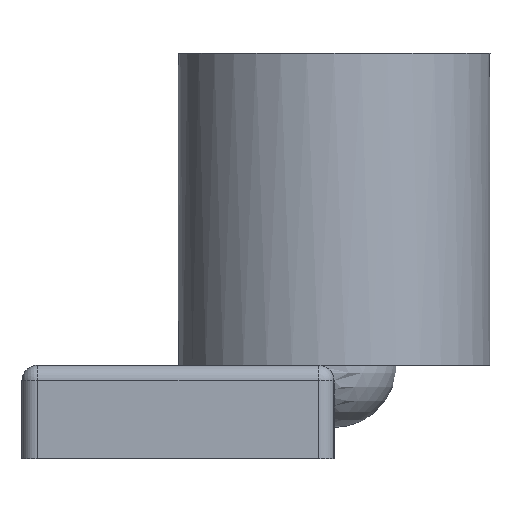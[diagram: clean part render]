
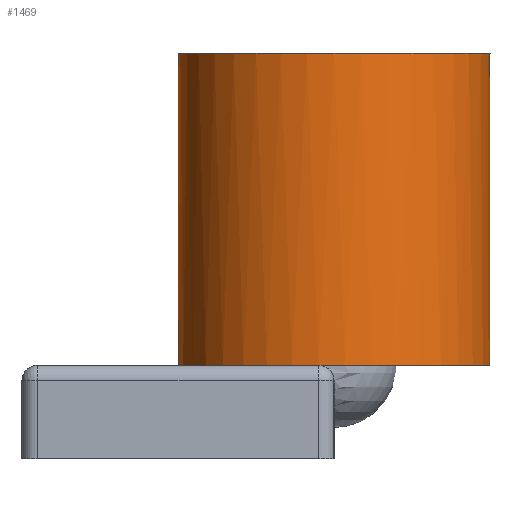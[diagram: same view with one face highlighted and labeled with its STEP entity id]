
A CAD part, left-side view. The second image highlights one B-rep face of the part: STEP entity #1469.
In plain terms, the highlighted cylindrical face has radius 50 mm (diameter 100 mm), a full revolution.
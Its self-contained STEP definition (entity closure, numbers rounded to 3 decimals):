
#485 = PLANE('',#486);
#486 = AXIS2_PLACEMENT_3D('',#487,#488,#489);
#487 = CARTESIAN_POINT('',(-250.,-50.,15.));
#488 = DIRECTION('',(0.,0.,1.));
#489 = DIRECTION('',(1.,0.,0.));
#995 = VERTEX_POINT('',#996);
#996 = CARTESIAN_POINT('',(100.251,-45.,15.));
#1017 = EDGE_CURVE('',#1018,#995,#1020,.T.);
#1018 = VERTEX_POINT('',#1019);
#1019 = CARTESIAN_POINT('',(199.749,-45.,15.));
#1020 = SURFACE_CURVE('',#1021,(#1026,#1033),.PCURVE_S1.);
#1021 = CIRCLE('',#1022,50.);
#1022 = AXIS2_PLACEMENT_3D('',#1023,#1024,#1025);
#1023 = CARTESIAN_POINT('',(150.,-50.,15.));
#1024 = DIRECTION('',(0.,0.,1.));
#1025 = DIRECTION('',(1.,0.,0.));
#1026 = PCURVE('',#485,#1027);
#1027 = DEFINITIONAL_REPRESENTATION('',(#1028),#1032);
#1028 = CIRCLE('',#1029,50.);
#1029 = AXIS2_PLACEMENT_2D('',#1030,#1031);
#1030 = CARTESIAN_POINT('',(400.,0.));
#1031 = DIRECTION('',(1.,0.));
#1032 = ( GEOMETRIC_REPRESENTATION_CONTEXT(2) 
PARAMETRIC_REPRESENTATION_CONTEXT() REPRESENTATION_CONTEXT('2D SPACE',''
  ) );
#1033 = PCURVE('',#1034,#1039);
#1034 = CYLINDRICAL_SURFACE('',#1035,50.);
#1035 = AXIS2_PLACEMENT_3D('',#1036,#1037,#1038);
#1036 = CARTESIAN_POINT('',(150.,-50.,15.));
#1037 = DIRECTION('',(-0.,-0.,-1.));
#1038 = DIRECTION('',(1.,0.,0.));
#1039 = DEFINITIONAL_REPRESENTATION('',(#1040),#1044);
#1040 = LINE('',#1041,#1042);
#1041 = CARTESIAN_POINT('',(-0.,0.));
#1042 = VECTOR('',#1043,1.);
#1043 = DIRECTION('',(-1.,0.));
#1044 = ( GEOMETRIC_REPRESENTATION_CONTEXT(2) 
PARAMETRIC_REPRESENTATION_CONTEXT() REPRESENTATION_CONTEXT('2D SPACE',''
  ) );
#1396 = PLANE('',#1397);
#1397 = AXIS2_PLACEMENT_3D('',#1398,#1399,#1400);
#1398 = CARTESIAN_POINT('',(150.,-50.,15.));
#1399 = DIRECTION('',(0.,0.,1.));
#1400 = DIRECTION('',(1.,0.,-0.));
#1469 = ADVANCED_FACE('',(#1470),#1034,.T.);
#1470 = FACE_BOUND('',#1471,.F.);
#1471 = EDGE_LOOP('',(#1472,#1496,#1519,#1546,#1547,#1569));
#1472 = ORIENTED_EDGE('',*,*,#1473,.F.);
#1473 = EDGE_CURVE('',#1474,#1018,#1476,.T.);
#1474 = VERTEX_POINT('',#1475);
#1475 = CARTESIAN_POINT('',(200.,-50.,15.));
#1476 = SURFACE_CURVE('',#1477,(#1482,#1489),.PCURVE_S1.);
#1477 = CIRCLE('',#1478,50.);
#1478 = AXIS2_PLACEMENT_3D('',#1479,#1480,#1481);
#1479 = CARTESIAN_POINT('',(150.,-50.,15.));
#1480 = DIRECTION('',(0.,0.,1.));
#1481 = DIRECTION('',(1.,0.,0.));
#1482 = PCURVE('',#1034,#1483);
#1483 = DEFINITIONAL_REPRESENTATION('',(#1484),#1488);
#1484 = LINE('',#1485,#1486);
#1485 = CARTESIAN_POINT('',(-0.,0.));
#1486 = VECTOR('',#1487,1.);
#1487 = DIRECTION('',(-1.,0.));
#1488 = ( GEOMETRIC_REPRESENTATION_CONTEXT(2) 
PARAMETRIC_REPRESENTATION_CONTEXT() REPRESENTATION_CONTEXT('2D SPACE',''
  ) );
#1489 = PCURVE('',#1396,#1490);
#1490 = DEFINITIONAL_REPRESENTATION('',(#1491),#1495);
#1491 = CIRCLE('',#1492,50.);
#1492 = AXIS2_PLACEMENT_2D('',#1493,#1494);
#1493 = CARTESIAN_POINT('',(0.,0.));
#1494 = DIRECTION('',(1.,0.));
#1495 = ( GEOMETRIC_REPRESENTATION_CONTEXT(2) 
PARAMETRIC_REPRESENTATION_CONTEXT() REPRESENTATION_CONTEXT('2D SPACE',''
  ) );
#1496 = ORIENTED_EDGE('',*,*,#1497,.T.);
#1497 = EDGE_CURVE('',#1474,#1498,#1500,.T.);
#1498 = VERTEX_POINT('',#1499);
#1499 = CARTESIAN_POINT('',(200.,-50.,115.));
#1500 = SEAM_CURVE('',#1501,(#1505,#1512),.PCURVE_S1.);
#1501 = LINE('',#1502,#1503);
#1502 = CARTESIAN_POINT('',(200.,-50.,15.));
#1503 = VECTOR('',#1504,1.);
#1504 = DIRECTION('',(0.,0.,1.));
#1505 = PCURVE('',#1034,#1506);
#1506 = DEFINITIONAL_REPRESENTATION('',(#1507),#1511);
#1507 = LINE('',#1508,#1509);
#1508 = CARTESIAN_POINT('',(-6.283,0.));
#1509 = VECTOR('',#1510,1.);
#1510 = DIRECTION('',(-0.,-1.));
#1511 = ( GEOMETRIC_REPRESENTATION_CONTEXT(2) 
PARAMETRIC_REPRESENTATION_CONTEXT() REPRESENTATION_CONTEXT('2D SPACE',''
  ) );
#1512 = PCURVE('',#1034,#1513);
#1513 = DEFINITIONAL_REPRESENTATION('',(#1514),#1518);
#1514 = LINE('',#1515,#1516);
#1515 = CARTESIAN_POINT('',(-0.,0.));
#1516 = VECTOR('',#1517,1.);
#1517 = DIRECTION('',(-0.,-1.));
#1518 = ( GEOMETRIC_REPRESENTATION_CONTEXT(2) 
PARAMETRIC_REPRESENTATION_CONTEXT() REPRESENTATION_CONTEXT('2D SPACE',''
  ) );
#1519 = ORIENTED_EDGE('',*,*,#1520,.T.);
#1520 = EDGE_CURVE('',#1498,#1498,#1521,.T.);
#1521 = SURFACE_CURVE('',#1522,(#1527,#1534),.PCURVE_S1.);
#1522 = CIRCLE('',#1523,50.);
#1523 = AXIS2_PLACEMENT_3D('',#1524,#1525,#1526);
#1524 = CARTESIAN_POINT('',(150.,-50.,115.));
#1525 = DIRECTION('',(0.,0.,1.));
#1526 = DIRECTION('',(1.,0.,0.));
#1527 = PCURVE('',#1034,#1528);
#1528 = DEFINITIONAL_REPRESENTATION('',(#1529),#1533);
#1529 = LINE('',#1530,#1531);
#1530 = CARTESIAN_POINT('',(-0.,-100.));
#1531 = VECTOR('',#1532,1.);
#1532 = DIRECTION('',(-1.,0.));
#1533 = ( GEOMETRIC_REPRESENTATION_CONTEXT(2) 
PARAMETRIC_REPRESENTATION_CONTEXT() REPRESENTATION_CONTEXT('2D SPACE',''
  ) );
#1534 = PCURVE('',#1535,#1540);
#1535 = PLANE('',#1536);
#1536 = AXIS2_PLACEMENT_3D('',#1537,#1538,#1539);
#1537 = CARTESIAN_POINT('',(150.,-50.,115.));
#1538 = DIRECTION('',(0.,0.,1.));
#1539 = DIRECTION('',(1.,0.,-0.));
#1540 = DEFINITIONAL_REPRESENTATION('',(#1541),#1545);
#1541 = CIRCLE('',#1542,50.);
#1542 = AXIS2_PLACEMENT_2D('',#1543,#1544);
#1543 = CARTESIAN_POINT('',(0.,0.));
#1544 = DIRECTION('',(1.,0.));
#1545 = ( GEOMETRIC_REPRESENTATION_CONTEXT(2) 
PARAMETRIC_REPRESENTATION_CONTEXT() REPRESENTATION_CONTEXT('2D SPACE',''
  ) );
#1546 = ORIENTED_EDGE('',*,*,#1497,.F.);
#1547 = ORIENTED_EDGE('',*,*,#1548,.F.);
#1548 = EDGE_CURVE('',#995,#1474,#1549,.T.);
#1549 = SURFACE_CURVE('',#1550,(#1555,#1562),.PCURVE_S1.);
#1550 = CIRCLE('',#1551,50.);
#1551 = AXIS2_PLACEMENT_3D('',#1552,#1553,#1554);
#1552 = CARTESIAN_POINT('',(150.,-50.,15.));
#1553 = DIRECTION('',(0.,0.,1.));
#1554 = DIRECTION('',(1.,0.,0.));
#1555 = PCURVE('',#1034,#1556);
#1556 = DEFINITIONAL_REPRESENTATION('',(#1557),#1561);
#1557 = LINE('',#1558,#1559);
#1558 = CARTESIAN_POINT('',(-0.,0.));
#1559 = VECTOR('',#1560,1.);
#1560 = DIRECTION('',(-1.,0.));
#1561 = ( GEOMETRIC_REPRESENTATION_CONTEXT(2) 
PARAMETRIC_REPRESENTATION_CONTEXT() REPRESENTATION_CONTEXT('2D SPACE',''
  ) );
#1562 = PCURVE('',#1396,#1563);
#1563 = DEFINITIONAL_REPRESENTATION('',(#1564),#1568);
#1564 = CIRCLE('',#1565,50.);
#1565 = AXIS2_PLACEMENT_2D('',#1566,#1567);
#1566 = CARTESIAN_POINT('',(0.,0.));
#1567 = DIRECTION('',(1.,0.));
#1568 = ( GEOMETRIC_REPRESENTATION_CONTEXT(2) 
PARAMETRIC_REPRESENTATION_CONTEXT() REPRESENTATION_CONTEXT('2D SPACE',''
  ) );
#1569 = ORIENTED_EDGE('',*,*,#1017,.F.);
